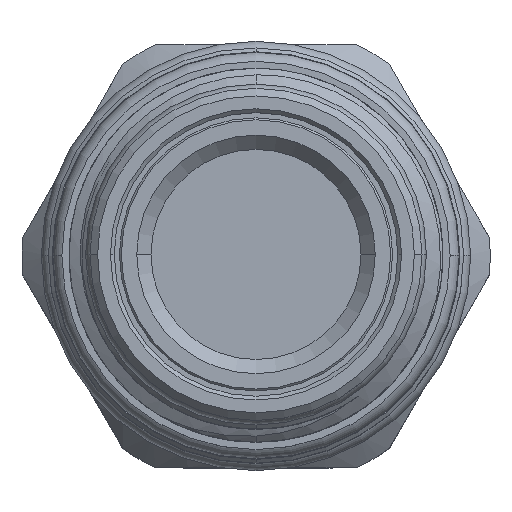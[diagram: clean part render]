
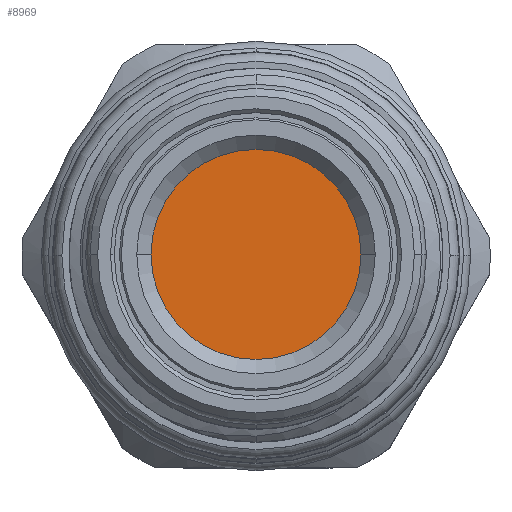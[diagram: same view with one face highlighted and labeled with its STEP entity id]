
A CAD part, top view. The second image highlights one B-rep face of the part: STEP entity #8969.
In plain terms, the highlighted planar face has unit normal (0, 0, 1).
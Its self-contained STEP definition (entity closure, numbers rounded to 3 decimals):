
#326 = VERTEX_POINT ( 'NONE', #1812 ) ;
#1812 = CARTESIAN_POINT ( 'NONE',  ( 5.519, 0., 64.454 ) ) ;
#2141 = AXIS2_PLACEMENT_3D ( 'NONE', #5925, #6567, #2352 ) ;
#2352 = DIRECTION ( 'NONE',  ( -1., 0., 0. ) ) ;
#2984 = PLANE ( 'NONE',  #2141 ) ;
#3261 = EDGE_CURVE ( 'NONE', #4726, #326, #8997, .T. ) ;
#3274 = EDGE_CURVE ( 'NONE', #326, #4726, #6913, .T. ) ;
#3281 = EDGE_LOOP ( 'NONE', ( #9056, #8365 ) ) ;
#3485 = CARTESIAN_POINT ( 'NONE',  ( 0., 0., 64.454 ) ) ;
#3488 = CARTESIAN_POINT ( 'NONE',  ( -5.519, 0., 64.454 ) ) ;
#4726 = VERTEX_POINT ( 'NONE', #3488 ) ;
#4984 = CARTESIAN_POINT ( 'NONE',  ( 0., 0., 64.454 ) ) ;
#5130 = AXIS2_PLACEMENT_3D ( 'NONE', #4984, #8393, #5551 ) ;
#5551 = DIRECTION ( 'NONE',  ( -1., 0., 0. ) ) ;
#5617 = DIRECTION ( 'NONE',  ( -1., 0., 0. ) ) ;
#5925 = CARTESIAN_POINT ( 'NONE',  ( 0., 8.116, 64.454 ) ) ;
#6567 = DIRECTION ( 'NONE',  ( 0., 0., -1. ) ) ;
#6913 = CIRCLE ( 'NONE', #5130, 5.519 ) ;
#7473 = AXIS2_PLACEMENT_3D ( 'NONE', #3485, #9162, #5617 ) ;
#7743 = FACE_OUTER_BOUND ( 'NONE', #3281, .T. ) ;
#8365 = ORIENTED_EDGE ( 'NONE', *, *, #3261, .T. ) ;
#8393 = DIRECTION ( 'NONE',  ( 0., 0., 1. ) ) ;
#8969 = ADVANCED_FACE ( 'NONE', ( #7743 ), #2984, .F. ) ;
#8997 = CIRCLE ( 'NONE', #7473, 5.519 ) ;
#9056 = ORIENTED_EDGE ( 'NONE', *, *, #3274, .T. ) ;
#9162 = DIRECTION ( 'NONE',  ( 0., 0., 1. ) ) ;
